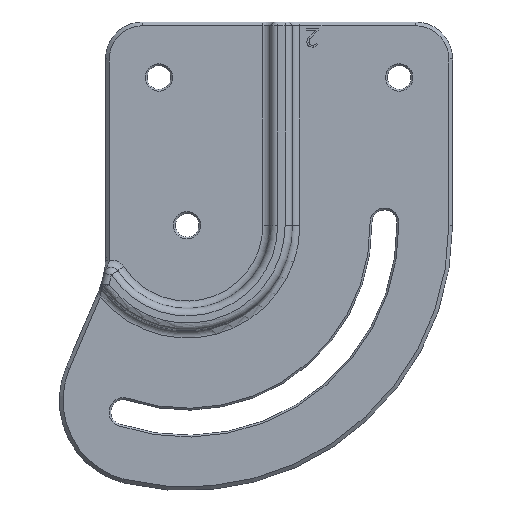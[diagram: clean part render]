
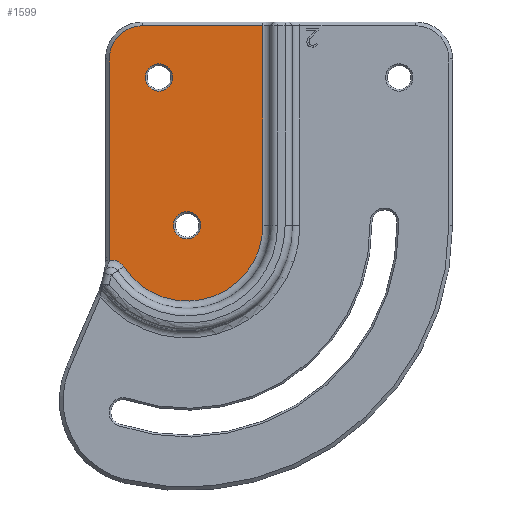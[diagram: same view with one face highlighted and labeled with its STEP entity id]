
A CAD part, top view. The second image highlights one B-rep face of the part: STEP entity #1599.
In plain terms, the highlighted planar face has unit normal (0, 0, 1).
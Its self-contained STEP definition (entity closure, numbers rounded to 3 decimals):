
#111=FACE_BOUND('',#223,.T.);
#112=FACE_BOUND('',#224,.T.);
#120=FACE_OUTER_BOUND('',#222,.T.);
#222=EDGE_LOOP('',(#1077,#1078,#1079,#1080,#1081,#1082,#1083));
#223=EDGE_LOOP('',(#1084));
#224=EDGE_LOOP('',(#1085));
#333=LINE('',#2379,#467);
#334=LINE('',#2387,#468);
#335=LINE('',#2388,#469);
#467=VECTOR('',#1895,1000.);
#468=VECTOR('',#1902,1000.);
#469=VECTOR('',#1903,1000.);
#601=CIRCLE('',#1716,9.);
#602=CIRCLE('',#1717,24.);
#603=CIRCLE('',#1718,4.);
#604=CIRCLE('',#1719,20.5);
#605=CIRCLE('',#1720,3.7);
#606=CIRCLE('',#1721,3.7);
#686=VERTEX_POINT('',#2375);
#687=VERTEX_POINT('',#2376);
#688=VERTEX_POINT('',#2378);
#689=VERTEX_POINT('',#2380);
#690=VERTEX_POINT('',#2382);
#691=VERTEX_POINT('',#2384);
#692=VERTEX_POINT('',#2386);
#693=VERTEX_POINT('',#2389);
#694=VERTEX_POINT('',#2391);
#832=EDGE_CURVE('',#686,#687,#601,.T.);
#833=EDGE_CURVE('',#688,#686,#333,.T.);
#834=EDGE_CURVE('',#689,#688,#602,.F.);
#835=EDGE_CURVE('',#690,#689,#603,.F.);
#836=EDGE_CURVE('',#691,#690,#604,.T.);
#837=EDGE_CURVE('',#692,#691,#334,.F.);
#838=EDGE_CURVE('',#687,#692,#335,.T.);
#839=EDGE_CURVE('',#693,#693,#605,.F.);
#840=EDGE_CURVE('',#694,#694,#606,.F.);
#1077=ORIENTED_EDGE('',*,*,#832,.F.);
#1078=ORIENTED_EDGE('',*,*,#833,.F.);
#1079=ORIENTED_EDGE('',*,*,#834,.F.);
#1080=ORIENTED_EDGE('',*,*,#835,.F.);
#1081=ORIENTED_EDGE('',*,*,#836,.F.);
#1082=ORIENTED_EDGE('',*,*,#837,.F.);
#1083=ORIENTED_EDGE('',*,*,#838,.F.);
#1084=ORIENTED_EDGE('',*,*,#839,.F.);
#1085=ORIENTED_EDGE('',*,*,#840,.F.);
#1567=PLANE('',#1715);
#1599=ADVANCED_FACE('',(#120,#111,#112),#1567,.T.);
#1715=AXIS2_PLACEMENT_3D('',#2374,#1891,#1892);
#1716=AXIS2_PLACEMENT_3D('',#2377,#1893,#1894);
#1717=AXIS2_PLACEMENT_3D('',#2381,#1896,#1897);
#1718=AXIS2_PLACEMENT_3D('',#2383,#1898,#1899);
#1719=AXIS2_PLACEMENT_3D('',#2385,#1900,#1901);
#1720=AXIS2_PLACEMENT_3D('',#2390,#1904,#1905);
#1721=AXIS2_PLACEMENT_3D('',#2392,#1906,#1907);
#1891=DIRECTION('center_axis',(0.,0.,1.));
#1892=DIRECTION('ref_axis',(1.,0.,0.));
#1893=DIRECTION('center_axis',(0.,0.,-1.));
#1894=DIRECTION('ref_axis',(0.,1.,0.));
#1895=DIRECTION('',(0.,1.,0.));
#1896=DIRECTION('center_axis',(0.,0.,-1.));
#1897=DIRECTION('ref_axis',(0.,1.,0.));
#1898=DIRECTION('center_axis',(0.,0.,-1.));
#1899=DIRECTION('ref_axis',(0.,1.,0.));
#1900=DIRECTION('center_axis',(0.,0.,-1.));
#1901=DIRECTION('ref_axis',(0.,1.,0.));
#1902=DIRECTION('',(0.,1.,0.));
#1903=DIRECTION('',(1.,0.,0.));
#1904=DIRECTION('center_axis',(0.,0.,-1.));
#1905=DIRECTION('ref_axis',(0.,1.,0.));
#1906=DIRECTION('center_axis',(0.,0.,-1.));
#1907=DIRECTION('ref_axis',(0.,1.,0.));
#2374=CARTESIAN_POINT('Origin',(123.424,-217.796,-5.25));
#2375=CARTESIAN_POINT('',(-73.226,-172.796,-5.25));
#2376=CARTESIAN_POINT('',(-64.226,-163.796,-5.25));
#2377=CARTESIAN_POINT('Origin',(-64.226,-172.796,-5.25));
#2378=CARTESIAN_POINT('',(-73.226,-226.543,-5.25));
#2379=CARTESIAN_POINT('',(-73.226,-217.796,-5.25));
#2380=CARTESIAN_POINT('',(-73.236,-227.238,-5.25));
#2381=CARTESIAN_POINT('Origin',(-97.226,-226.543,-5.25));
#2382=CARTESIAN_POINT('',(-69.315,-229.009,-5.25));
#2383=CARTESIAN_POINT('Origin',(-72.663,-231.197,-5.25));
#2384=CARTESIAN_POINT('',(-31.653,-217.796,-5.25));
#2385=CARTESIAN_POINT('Origin',(-52.153,-217.796,-5.25));
#2386=CARTESIAN_POINT('',(-31.653,-163.796,-5.25));
#2387=CARTESIAN_POINT('',(-31.653,-217.796,-5.25));
#2388=CARTESIAN_POINT('',(123.424,-163.796,-5.25));
#2389=CARTESIAN_POINT('',(-59.79,-181.496,-5.25));
#2390=CARTESIAN_POINT('Origin',(-59.79,-177.796,-5.25));
#2391=CARTESIAN_POINT('',(-52.153,-221.496,-5.25));
#2392=CARTESIAN_POINT('Origin',(-52.153,-217.796,-5.25));
